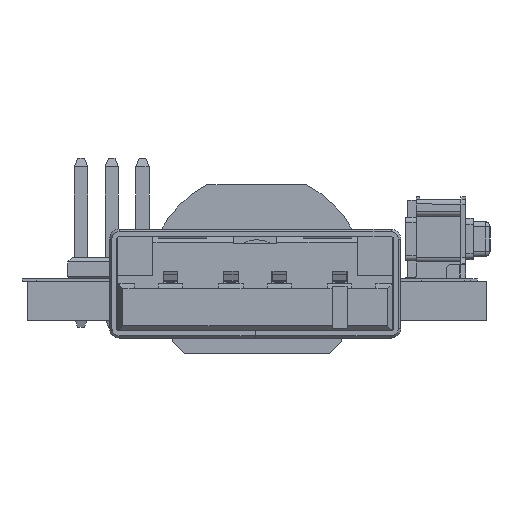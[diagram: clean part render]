
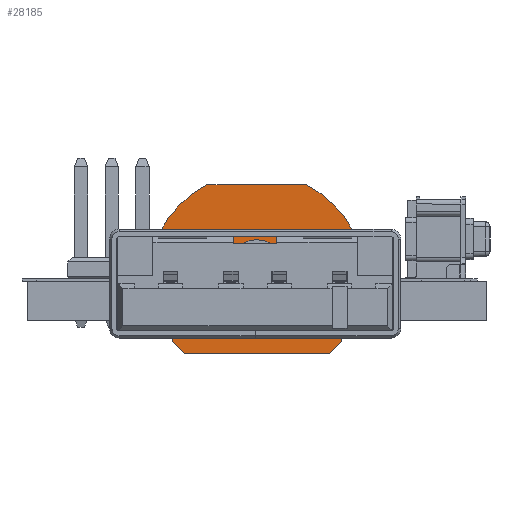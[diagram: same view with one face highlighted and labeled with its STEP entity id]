
A CAD part, left-side view. The second image highlights one B-rep face of the part: STEP entity #28185.
In plain terms, the highlighted face is planar.
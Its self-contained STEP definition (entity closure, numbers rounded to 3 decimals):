
#1070=FACE_BOUND('',#5033,.T.);
#1749=PLANE('',#30656);
#3202=FACE_OUTER_BOUND('',#5032,.T.);
#5032=EDGE_LOOP('',(#24234,#24235,#24236,#24237,#24238,#24239,#24240,#24241,
#24242,#24243));
#5033=EDGE_LOOP('',(#24244));
#7628=LINE('',#46239,#10682);
#7632=LINE('',#46251,#10686);
#7637=LINE('',#46260,#10691);
#7638=LINE('',#46264,#10692);
#7642=LINE('',#46273,#10696);
#7646=LINE('',#46280,#10700);
#7650=LINE('',#46288,#10704);
#7651=LINE('',#46289,#10705);
#10682=VECTOR('',#36724,1000.);
#10686=VECTOR('',#36736,1000.);
#10691=VECTOR('',#36743,1000.);
#10692=VECTOR('',#36746,1000.);
#10696=VECTOR('',#36752,1000.);
#10700=VECTOR('',#36758,1000.);
#10704=VECTOR('',#36768,1000.);
#10705=VECTOR('',#36769,1000.);
#12293=CIRCLE('',#30643,4.5);
#12295=CIRCLE('',#30647,4.5);
#12298=CIRCLE('',#30657,1.225);
#14287=VERTEX_POINT('',#46229);
#14288=VERTEX_POINT('',#46230);
#14291=VERTEX_POINT('',#46238);
#14293=VERTEX_POINT('',#46244);
#14295=VERTEX_POINT('',#46250);
#14298=VERTEX_POINT('',#46258);
#14299=VERTEX_POINT('',#46262);
#14300=VERTEX_POINT('',#46263);
#14303=VERTEX_POINT('',#46271);
#14304=VERTEX_POINT('',#46272);
#14308=VERTEX_POINT('',#46290);
#17616=EDGE_CURVE('',#14287,#14288,#12293,.T.);
#17620=EDGE_CURVE('',#14288,#14291,#7628,.T.);
#17623=EDGE_CURVE('',#14291,#14293,#12295,.T.);
#17626=EDGE_CURVE('',#14293,#14295,#7632,.T.);
#17631=EDGE_CURVE('',#14295,#14298,#7637,.T.);
#17632=EDGE_CURVE('',#14299,#14300,#7638,.T.);
#17636=EDGE_CURVE('',#14303,#14304,#7642,.T.);
#17640=EDGE_CURVE('',#14304,#14287,#7646,.T.);
#17645=EDGE_CURVE('',#14298,#14299,#7650,.F.);
#17646=EDGE_CURVE('',#14300,#14303,#7651,.F.);
#17647=EDGE_CURVE('',#14308,#14308,#12298,.T.);
#24234=ORIENTED_EDGE('',*,*,#17631,.T.);
#24235=ORIENTED_EDGE('',*,*,#17645,.T.);
#24236=ORIENTED_EDGE('',*,*,#17632,.T.);
#24237=ORIENTED_EDGE('',*,*,#17646,.T.);
#24238=ORIENTED_EDGE('',*,*,#17636,.T.);
#24239=ORIENTED_EDGE('',*,*,#17640,.T.);
#24240=ORIENTED_EDGE('',*,*,#17616,.T.);
#24241=ORIENTED_EDGE('',*,*,#17620,.T.);
#24242=ORIENTED_EDGE('',*,*,#17623,.T.);
#24243=ORIENTED_EDGE('',*,*,#17626,.T.);
#24244=ORIENTED_EDGE('',*,*,#17647,.F.);
#28185=ADVANCED_FACE('',(#3202,#1070),#1749,.T.);
#30643=AXIS2_PLACEMENT_3D('',#46231,#36716,#36717);
#30647=AXIS2_PLACEMENT_3D('',#46245,#36729,#36730);
#30656=AXIS2_PLACEMENT_3D('',#46287,#36766,#36767);
#30657=AXIS2_PLACEMENT_3D('',#46291,#36770,#36771);
#36716=DIRECTION('center_axis',(0.,0.,-1.));
#36717=DIRECTION('ref_axis',(1.,0.,0.));
#36724=DIRECTION('',(1.,0.,0.));
#36729=DIRECTION('center_axis',(0.,0.,-1.));
#36730=DIRECTION('ref_axis',(-1.,0.,0.));
#36736=DIRECTION('',(-1.,0.,0.));
#36743=DIRECTION('',(0.,-1.,0.));
#36746=DIRECTION('',(-1.,0.,0.));
#36752=DIRECTION('',(0.,1.,0.));
#36758=DIRECTION('',(-1.,0.,0.));
#36766=DIRECTION('center_axis',(0.,0.,-1.));
#36767=DIRECTION('ref_axis',(-1.,0.,0.));
#36768=DIRECTION('',(0.707,0.707,0.));
#36769=DIRECTION('',(0.707,-0.707,0.));
#36770=DIRECTION('center_axis',(0.,0.,-1.));
#36771=DIRECTION('ref_axis',(1.,0.,0.));
#46229=CARTESIAN_POINT('',(-4.5,-0.5,0.));
#46230=CARTESIAN_POINT('',(-2.062,3.5,0.));
#46231=CARTESIAN_POINT('Origin',(0.,-0.5,0.));
#46238=CARTESIAN_POINT('',(2.062,3.5,0.));
#46239=CARTESIAN_POINT('',(-2.062,3.5,0.));
#46244=CARTESIAN_POINT('',(4.5,-0.5,0.));
#46245=CARTESIAN_POINT('Origin',(0.,-0.5,0.));
#46250=CARTESIAN_POINT('',(3.5,-0.5,0.));
#46251=CARTESIAN_POINT('',(4.5,-0.5,0.));
#46258=CARTESIAN_POINT('',(3.5,-3.,0.));
#46260=CARTESIAN_POINT('',(3.5,-0.5,0.));
#46262=CARTESIAN_POINT('',(3.,-3.5,0.));
#46263=CARTESIAN_POINT('',(-3.,-3.5,0.));
#46264=CARTESIAN_POINT('',(3.5,-3.5,0.));
#46271=CARTESIAN_POINT('',(-3.5,-3.,0.));
#46272=CARTESIAN_POINT('',(-3.5,-0.5,0.));
#46273=CARTESIAN_POINT('',(-3.5,-3.5,0.));
#46280=CARTESIAN_POINT('',(-3.5,-0.5,0.));
#46287=CARTESIAN_POINT('Origin',(0.,-0.5,0.));
#46288=CARTESIAN_POINT('',(3.,-3.5,0.));
#46289=CARTESIAN_POINT('',(-3.,-3.5,0.));
#46290=CARTESIAN_POINT('',(-1.225,0.,0.));
#46291=CARTESIAN_POINT('Origin',(0.,0.,0.));
